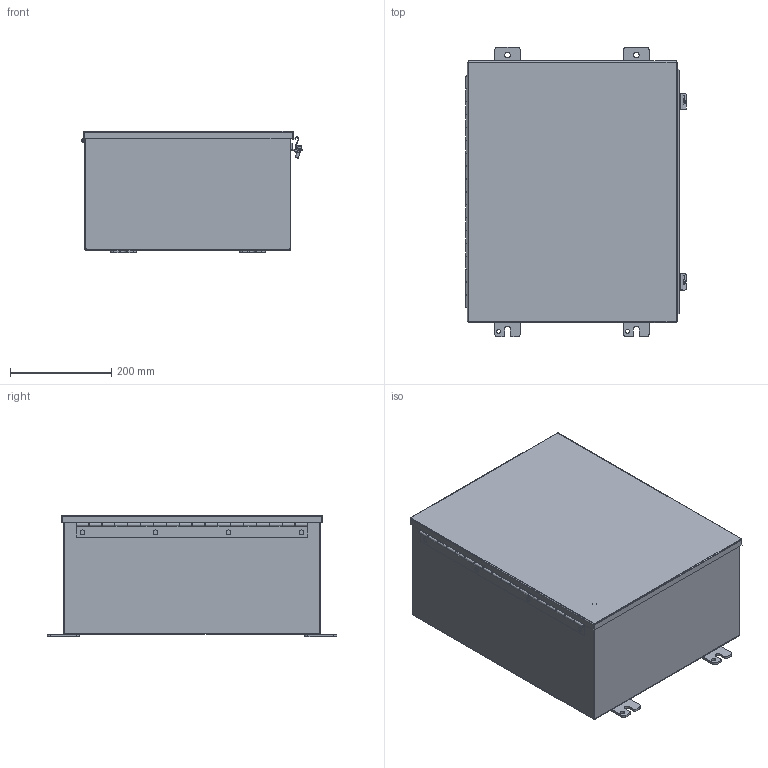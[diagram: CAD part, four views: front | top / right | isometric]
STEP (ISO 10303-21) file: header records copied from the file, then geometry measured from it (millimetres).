
FILE_DESCRIPTION((''),'2;1');
FILE_NAME('B201609CH.iam.stp','2012-02-19T14:17:04',(''),(''),'Autodesk Inventor 2012','Autodesk Inventor 2012','');
FILE_SCHEMA(('AUTOMOTIVE_DESIGN { 1 0 10303 214 1 1 1 1 }'));
Length unit declared in the file: inch
Products named in the file (13): B201609CH; B201609CHBKP; B2016CHLID; H6010100; Hinge Female B(CH) 18 in; Hinge Male B(CH) 18 in; 18 INCH HINGE PIN; 34840; 38846; 388116; 30822; 372134; C1002
Assembly tree (21 placements, depth 3):
  B201609CH
    B201609CHBKP
    B2016CHLID
    H6010100
      Hinge Female B(CH) 18 in
      Hinge Male B(CH) 18 in
      18 INCH HINGE PIN
    34840  x4
    38846
    388116  x4
    30822  x2
    372134  x2
    C1002  x2
Bounding box: 435.25 x 571.63 x 239.34 mm (x, y, z)
Volume: 1743158.6 mm3; surface area: 1845054.4 mm2
Topology: 20 solids, 20 shells, 617 faces, 1411 edges, 883 vertices
Faces by surface type: plane 371, cylinder 177, cone 31, bspline 24, torus 10, sphere 4
Full cylindrical faces by diameter (mm): 2.794 x8, 3.048 x1, 4.978 x2, 6.35 x3, 7.95 x4, 8.382 x8, 8.56 x1, 8.738 x2, 9.525 x4, 10.402 x2, 11.125 x4, 15.875 x4
Entity records: 14359 total; most frequent: CARTESIAN_POINT 3050, DIRECTION 2214, ORIENTED_EDGE 2044, EDGE_CURVE 1022, AXIS2_PLACEMENT_3D 756, VECTOR 702, LINE 702, VERTEX_POINT 660
